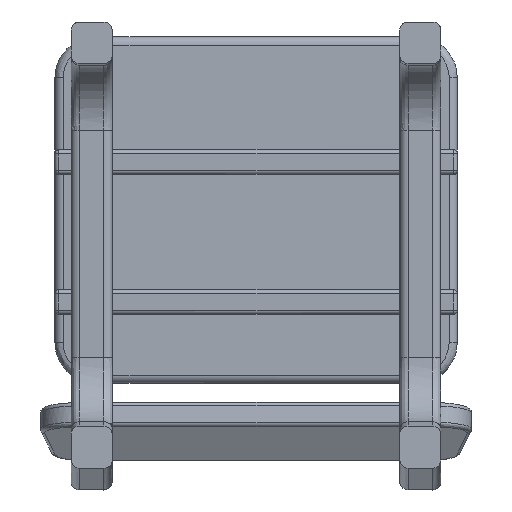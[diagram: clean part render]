
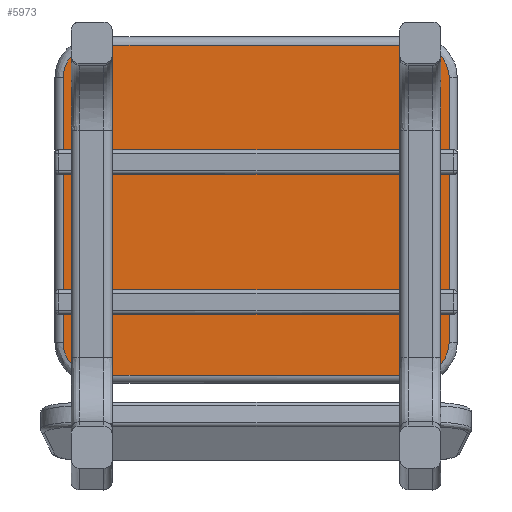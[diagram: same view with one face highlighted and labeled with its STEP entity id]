
A CAD part, front view. The second image highlights one B-rep face of the part: STEP entity #5973.
In plain terms, the highlighted free-form (B-spline) face has degree [1, 1] with [2, 2] control points.
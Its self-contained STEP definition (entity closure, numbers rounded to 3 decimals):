
#5973 = ADVANCED_FACE('',(#5974),#6036,.F.);
#5974 = FACE_BOUND('',#5975,.T.);
#5975 = EDGE_LOOP('',(#5976,#5985,#5993,#6000,#6008,#6015,#6023,#6030));
#5976 = ORIENTED_EDGE('',*,*,#5977,.F.);
#5977 = EDGE_CURVE('',#5978,#5980,#5982,.T.);
#5978 = VERTEX_POINT('',#5979);
#5979 = CARTESIAN_POINT('',(2.681,53.623,
    -57.616));
#5980 = VERTEX_POINT('',#5981);
#5981 = CARTESIAN_POINT('',(-49.566,53.623,
    -57.616));
#5982 = B_SPLINE_CURVE_WITH_KNOTS('',1,(#5983,#5984),.UNSPECIFIED.,.F.,
  .F.,(2,2),(-7.243,31.73),.PIECEWISE_BEZIER_KNOTS.);
#5983 = CARTESIAN_POINT('',(2.681,53.623,
    -57.616));
#5984 = CARTESIAN_POINT('',(-49.566,53.623,
    -57.616));
#5985 = ORIENTED_EDGE('',*,*,#5986,.F.);
#5986 = EDGE_CURVE('',#5987,#5978,#5989,.T.);
#5987 = VERTEX_POINT('',#5988);
#5988 = CARTESIAN_POINT('',(8.043,53.623,
    -52.254));
#5989 = ( BOUNDED_CURVE() B_SPLINE_CURVE(2,(#5990,#5991,#5992),
.UNSPECIFIED.,.F.,.F.) B_SPLINE_CURVE_WITH_KNOTS((3,3),(5.498,
7.069),.PIECEWISE_BEZIER_KNOTS.) CURVE() 
GEOMETRIC_REPRESENTATION_ITEM() RATIONAL_B_SPLINE_CURVE((1.,
0.707,1.)) REPRESENTATION_ITEM('') );
#5990 = CARTESIAN_POINT('',(8.043,53.623,
    -52.254));
#5991 = CARTESIAN_POINT('',(8.043,53.623,
    -57.616));
#5992 = CARTESIAN_POINT('',(2.681,53.623,
    -57.616));
#5993 = ORIENTED_EDGE('',*,*,#5994,.F.);
#5994 = EDGE_CURVE('',#5995,#5987,#5997,.T.);
#5995 = VERTEX_POINT('',#5996);
#5996 = CARTESIAN_POINT('',(8.043,53.623,
    -9.116));
#5997 = B_SPLINE_CURVE_WITH_KNOTS('',1,(#5998,#5999),.UNSPECIFIED.,.F.,
  .F.,(2,2),(-5.545,26.634),.PIECEWISE_BEZIER_KNOTS.);
#5998 = CARTESIAN_POINT('',(8.043,53.623,
    -9.116));
#5999 = CARTESIAN_POINT('',(8.043,53.623,
    -52.254));
#6000 = ORIENTED_EDGE('',*,*,#6001,.F.);
#6001 = EDGE_CURVE('',#6002,#5995,#6004,.T.);
#6002 = VERTEX_POINT('',#6003);
#6003 = CARTESIAN_POINT('',(2.681,53.623,
    -3.753));
#6004 = ( BOUNDED_CURVE() B_SPLINE_CURVE(2,(#6005,#6006,#6007),
.UNSPECIFIED.,.F.,.F.) B_SPLINE_CURVE_WITH_KNOTS((3,3),(5.498,
7.069),.PIECEWISE_BEZIER_KNOTS.) CURVE() 
GEOMETRIC_REPRESENTATION_ITEM() RATIONAL_B_SPLINE_CURVE((1.,
0.707,1.)) REPRESENTATION_ITEM('') );
#6005 = CARTESIAN_POINT('',(2.681,53.623,
    -3.753));
#6006 = CARTESIAN_POINT('',(8.043,53.623,
    -3.753));
#6007 = CARTESIAN_POINT('',(8.043,53.623,
    -9.116));
#6008 = ORIENTED_EDGE('',*,*,#6009,.F.);
#6009 = EDGE_CURVE('',#6010,#6002,#6012,.T.);
#6010 = VERTEX_POINT('',#6011);
#6011 = CARTESIAN_POINT('',(-49.566,53.623,
    -3.753));
#6012 = B_SPLINE_CURVE_WITH_KNOTS('',1,(#6013,#6014),.UNSPECIFIED.,.F.,
  .F.,(2,2),(-7.243,31.73),.PIECEWISE_BEZIER_KNOTS.);
#6013 = CARTESIAN_POINT('',(-49.566,53.623,
    -3.753));
#6014 = CARTESIAN_POINT('',(2.681,53.623,
    -3.753));
#6015 = ORIENTED_EDGE('',*,*,#6016,.F.);
#6016 = EDGE_CURVE('',#6017,#6010,#6019,.T.);
#6017 = VERTEX_POINT('',#6018);
#6018 = CARTESIAN_POINT('',(-54.928,53.623,
    -9.116));
#6019 = ( BOUNDED_CURVE() B_SPLINE_CURVE(2,(#6020,#6021,#6022),
.UNSPECIFIED.,.F.,.F.) B_SPLINE_CURVE_WITH_KNOTS((3,3),(5.498,
7.069),.PIECEWISE_BEZIER_KNOTS.) CURVE() 
GEOMETRIC_REPRESENTATION_ITEM() RATIONAL_B_SPLINE_CURVE((1.,
0.707,1.)) REPRESENTATION_ITEM('') );
#6020 = CARTESIAN_POINT('',(-54.928,53.623,
    -9.116));
#6021 = CARTESIAN_POINT('',(-54.928,53.623,
    -3.753));
#6022 = CARTESIAN_POINT('',(-49.566,53.623,
    -3.753));
#6023 = ORIENTED_EDGE('',*,*,#6024,.F.);
#6024 = EDGE_CURVE('',#6025,#6017,#6027,.T.);
#6025 = VERTEX_POINT('',#6026);
#6026 = CARTESIAN_POINT('',(-54.928,53.623,
    -52.254));
#6027 = B_SPLINE_CURVE_WITH_KNOTS('',1,(#6028,#6029),.UNSPECIFIED.,.F.,
  .F.,(2,2),(-5.545,26.634),.PIECEWISE_BEZIER_KNOTS.);
#6028 = CARTESIAN_POINT('',(-54.928,53.623,
    -52.254));
#6029 = CARTESIAN_POINT('',(-54.928,53.623,
    -9.116));
#6030 = ORIENTED_EDGE('',*,*,#6031,.F.);
#6031 = EDGE_CURVE('',#5980,#6025,#6032,.T.);
#6032 = ( BOUNDED_CURVE() B_SPLINE_CURVE(2,(#6033,#6034,#6035),
.UNSPECIFIED.,.F.,.F.) B_SPLINE_CURVE_WITH_KNOTS((3,3),(5.498,
7.069),.PIECEWISE_BEZIER_KNOTS.) CURVE() 
GEOMETRIC_REPRESENTATION_ITEM() RATIONAL_B_SPLINE_CURVE((1.,
0.707,1.)) REPRESENTATION_ITEM('') );
#6033 = CARTESIAN_POINT('',(-49.566,53.623,
    -57.616));
#6034 = CARTESIAN_POINT('',(-54.928,53.623,
    -57.616));
#6035 = CARTESIAN_POINT('',(-54.928,53.623,
    -52.254));
#6036 = B_SPLINE_SURFACE_WITH_KNOTS('',1,1,(
    (#6037,#6038)
    ,(#6039,#6040
    )),.UNSPECIFIED.,.F.,.F.,.F.,(2,2),(2,2),(-23.487,
    23.487),(-20.089,20.089),
  .PIECEWISE_BEZIER_KNOTS.);
#6037 = CARTESIAN_POINT('',(8.043,53.623,
    -57.616));
#6038 = CARTESIAN_POINT('',(8.043,53.623,
    -3.753));
#6039 = CARTESIAN_POINT('',(-54.928,53.623,
    -57.616));
#6040 = CARTESIAN_POINT('',(-54.928,53.623,
    -3.753));
